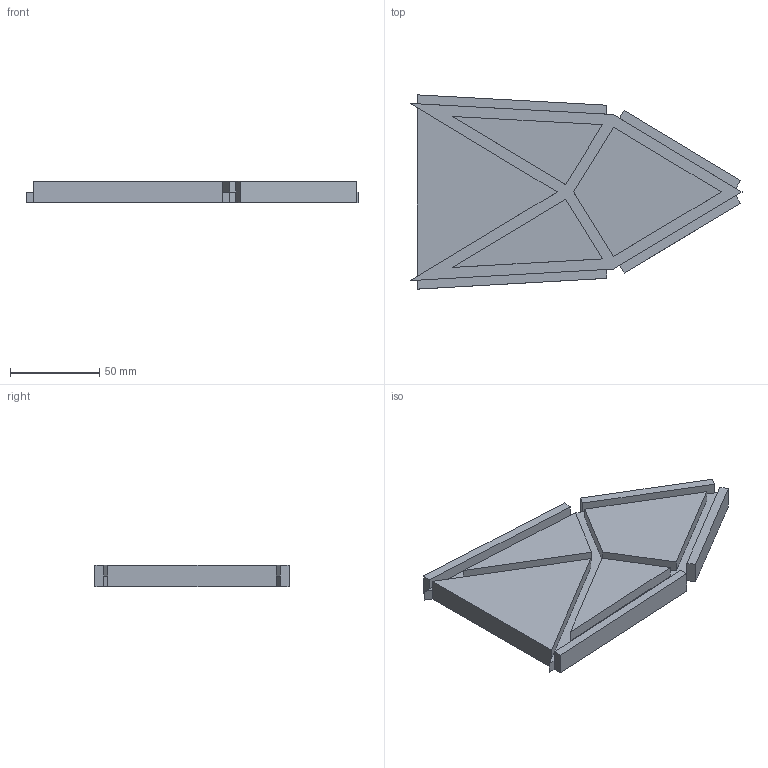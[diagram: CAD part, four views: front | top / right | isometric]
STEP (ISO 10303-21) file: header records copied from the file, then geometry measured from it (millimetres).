
FILE_DESCRIPTION(/* description */ (''),/* implementation_level */ '2;1');
FILE_NAME(/* name */ 'michell-tri v3.step',/* time_stamp */ '2025-05-23T19:57:15+02:00',/* author */ (''),/* organization */ (''),/* preprocessor_version */ 'ST-DEVELOPER v20.1',/* originating_system */ 'Autodesk Translation Framework v14.4.0.0',/* authorisation */ '');
FILE_SCHEMA (('AUTOMOTIVE_DESIGN { 1 0 10303 214 3 1 1 }'));
Length unit declared in the file: millimetre
Products named in the file (2): michell-tri; Truss Mold
Assembly tree (1 placements, depth 2):
  michell-tri
    Truss Mold
Bounding box: 185.61 x 108.6 x 12 mm (x, y, z)
Volume: 158716.8 mm3; surface area: 43366 mm2
Topology: 1 solids, 1 shells, 49 faces, 122 edges, 78 vertices
Faces by surface type: plane 49
Entity records: 1483 total; most frequent: CARTESIAN_POINT 252, ORIENTED_EDGE 244, DIRECTION 226, LINE 122, VECTOR 122, EDGE_CURVE 122, VERTEX_POINT 78, EDGE_LOOP 52
